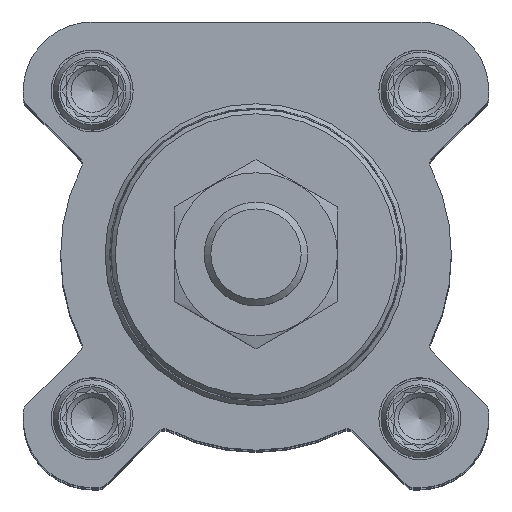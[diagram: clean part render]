
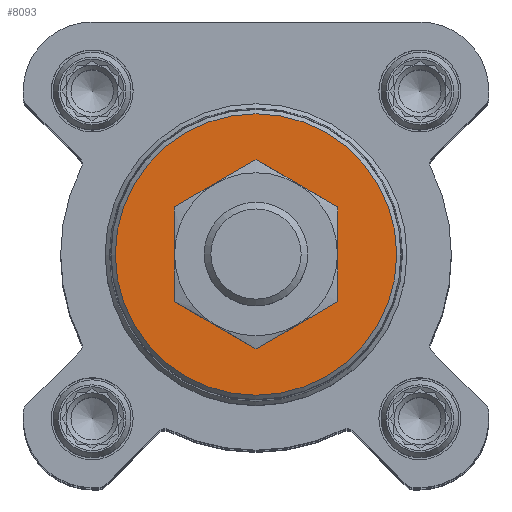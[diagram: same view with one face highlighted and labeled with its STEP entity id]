
A CAD part, top view. The second image highlights one B-rep face of the part: STEP entity #8093.
In plain terms, the highlighted planar face has unit normal (0, 0, 1).
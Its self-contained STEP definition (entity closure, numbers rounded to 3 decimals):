
#1496=PLANE('',#8808);
#1929=CIRCLE('',#8809,16.32);
#1930=CIRCLE('',#8810,8.);
#3132=ORIENTED_EDGE('',*,*,#5031,.F.);
#3133=ORIENTED_EDGE('',*,*,#5032,.T.);
#5031=EDGE_CURVE('',#6054,#6054,#1929,.T.);
#5032=EDGE_CURVE('',#6055,#6055,#1930,.T.);
#6054=VERTEX_POINT('',#13385);
#6055=VERTEX_POINT('',#13387);
#6764=EDGE_LOOP('',(#3132));
#6765=EDGE_LOOP('',(#3133));
#7371=FACE_BOUND('',#6764,.T.);
#7372=FACE_BOUND('',#6765,.T.);
#8093=ADVANCED_FACE('',(#7371,#7372),#1496,.F.);
#8808=AXIS2_PLACEMENT_3D('',#13383,#10217,#10218);
#8809=AXIS2_PLACEMENT_3D('',#13384,#10219,#10220);
#8810=AXIS2_PLACEMENT_3D('',#13386,#10221,#10222);
#10217=DIRECTION('',(0.,0.,-1.));
#10218=DIRECTION('',(-1.,0.,0.));
#10219=DIRECTION('',(0.,0.,-1.));
#10220=DIRECTION('',(-1.,0.,0.));
#10221=DIRECTION('',(0.,0.,-1.));
#10222=DIRECTION('',(-1.,0.,0.));
#13383=CARTESIAN_POINT('',(0.,0.,21.3));
#13384=CARTESIAN_POINT('',(0.,0.,21.3));
#13385=CARTESIAN_POINT('',(-16.32,0.,21.3));
#13386=CARTESIAN_POINT('',(0.,0.,21.3));
#13387=CARTESIAN_POINT('',(-8.,0.,21.3));
